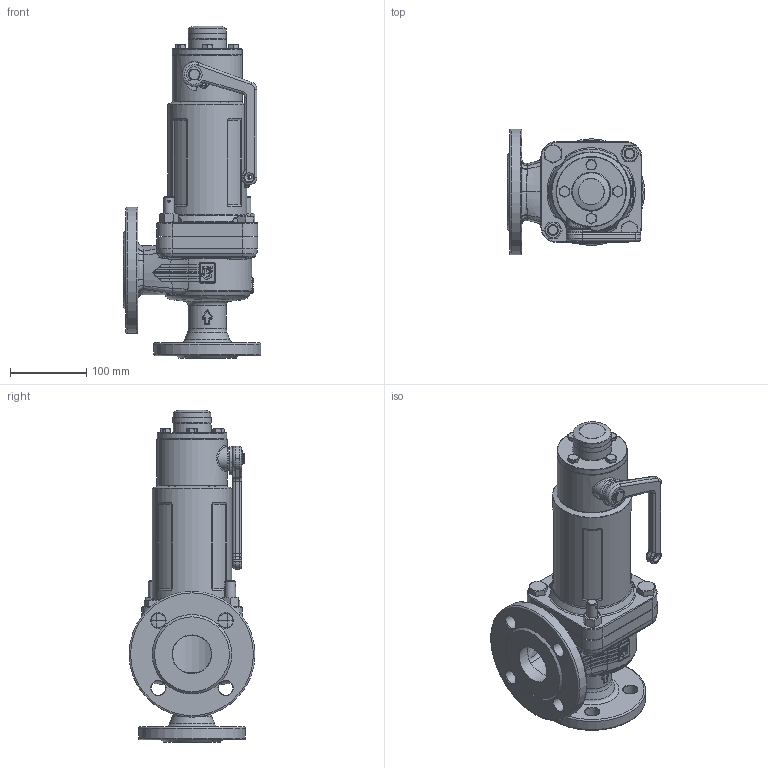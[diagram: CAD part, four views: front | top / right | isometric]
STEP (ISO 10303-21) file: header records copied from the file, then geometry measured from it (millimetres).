
FILE_DESCRIPTION(('HOOPS Exchange Step'),'2;1');
FILE_NAME('SF0610_DN32_32-50.stp','2025-06-27T13:26:04+02:00',('nieru'),('Unknown organisation'),'HOOPS Exchange 2024.2','HOOPS Exchange','Unknown authorisation');
FILE_SCHEMA( ('AP203_CONFIGURATION_CONTROLLED_3D_DESIGN_OF_MECHANICAL_PARTS_AND_ASSEMBLIES_MIM_LF') );
Length unit declared in the file: millimetre
Products named in the file (2): 0; root
Assembly tree (1 placements, depth 2):
  root
    0
Bounding box: 180 x 165 x 435.3 mm (x, y, z)
Volume: 3382930.2 mm3; surface area: 384093.3 mm2
Topology: 20 solids, 20 shells, 1454 faces, 3609 edges, 2198 vertices
Faces by surface type: bspline 550, cylinder 338, plane 301, torus 160, cone 104, sphere 1
Full cylindrical faces by diameter (mm): 2 x2, 3 x1, 4.9 x1, 6 x1, 10 x1, 11.6 x4, 11.835 x2, 14 x2, 15.2 x1, 19 x8, 20.5 x2, 22 x1, 29.8 x1, 35 x1, 47.8 x1, 50 x4, 57.215 x1, 92 x2, 102.793 x1, 104 x1, 116 x1, 140 x1, 165 x1
Entity records: 108150 total; most frequent: CARTESIAN_POINT 77327, ORIENTED_EDGE 7122, DIRECTION 5015, EDGE_CURVE 3561, VERTEX_POINT 2198, AXIS2_PLACEMENT_3D 2033, EDGE_LOOP 1541, FACE_BOUND 1541
